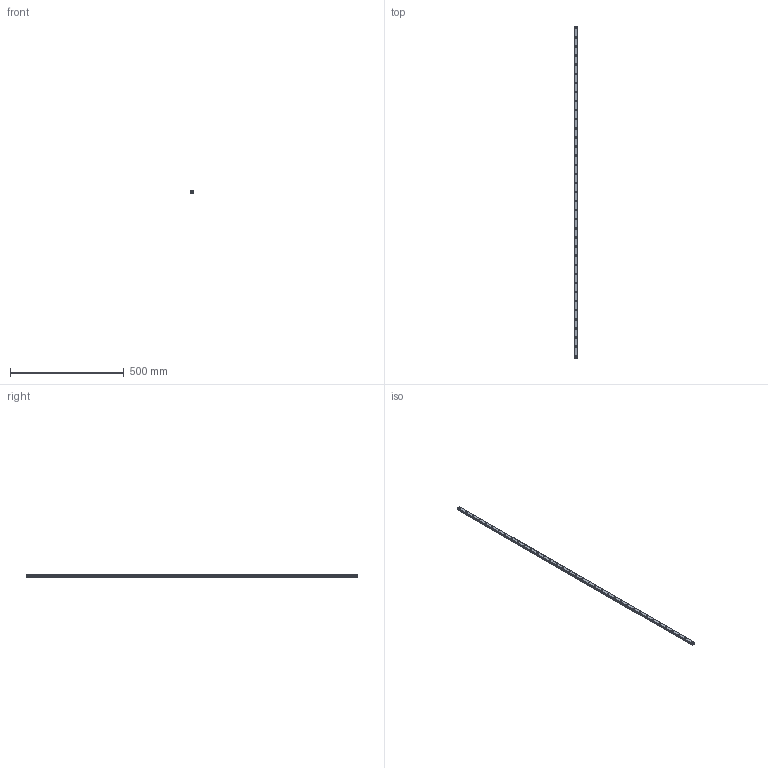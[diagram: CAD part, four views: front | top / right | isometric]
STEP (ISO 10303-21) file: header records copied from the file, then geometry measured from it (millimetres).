
FILE_DESCRIPTION(('STEP AP214'),'1');
FILE_NAME('cctmp_1D719037-2CEC-4E27-9357-6CF340DF5FE3_2021_02_19_12_14_17_0643..stp','2021-02-19T11:14:17',('HIWIN GmbH'),('CADClick - www.CADClick.com'),'Spatial InterOp 3D',' ','unknown authorization');
FILE_SCHEMA(('AUTOMOTIVE_DESIGN'));
Length unit declared in the file: millimetre
Products named in the file (1): MGNR15R1460CM_FILE
Bounding box: 15 x 1460 x 10 mm (x, y, z)
Volume: 202756.1 mm3; surface area: 86587.2 mm2
Topology: 1 solids, 1 shells, 428 faces, 933 edges, 622 vertices
Faces by surface type: cylinder 238, plane 190
Entity records: 15361 total; most frequent: DIRECTION 2267, CARTESIAN_POINT 1984, ORIENTED_EDGE 1866, EDGE_CURVE 933, AXIS2_PLACEMENT_3D 905, VERTEX_POINT 622, EDGE_LOOP 543, CIRCLE 476
